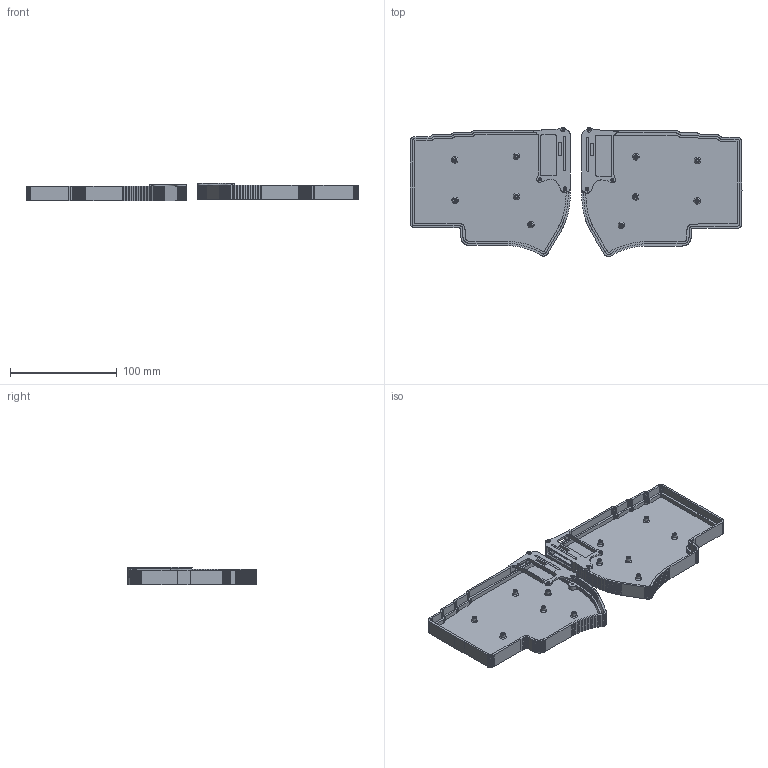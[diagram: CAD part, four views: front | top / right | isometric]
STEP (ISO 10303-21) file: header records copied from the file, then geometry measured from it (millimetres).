
FILE_DESCRIPTION(/* description */ ('STEP AP242','CAx-IF Rec.Pracs.---Representation and Presentation of Product Manufacturing Information (PMI)---4.0---2014-10-13','CAx-IF Rec.Pracs.---3D Tessellated Geometry---0.4---2014-09-14','2;1','CAx-IF Rec.Pracs.---User Defined Attributes---1.5---2016-08-15'),/* implementation_level */ '2;1');
FILE_NAME(/* name */ '691538a5b8cf9e8703506d50',/* time_stamp */ '2025-11-13T01:47:19Z',/* author */ (''),/* organization */ (''),/* preprocessor_version */ 'ST-DEVELOPER v20',/* originating_system */ 'ONSHAPE BY PTC INC, 1.206',/* authorisation */ ' ');
FILE_SCHEMA (('AP242_MANAGED_MODEL_BASED_3D_ENGINEERING_MIM_LF { 1 0 10303 442 1 1 4 }'));
Products named in the file (5): Shell; Shell_Top_Right; Shell_Top_Left; Shell_Base_Right; Shell_Base_Left
Assembly tree (4 placements, depth 2):
  Shell
    Shell_Top_Right
    Shell_Top_Left
    Shell_Base_Right
    Shell_Base_Left
Bounding box: 310.82 x 121.17 x 16.35 mm (x, y, z)
Volume: 94578.5 mm3; surface area: 90284.6 mm2
Topology: 4 solids, 4 shells, 1912 faces, 5611 edges, 3743 vertices
Faces by surface type: plane 1790, cylinder 55, bspline 49, cone 18
Full cylindrical faces by diameter (mm): 1.8 x18, 2.1 x2, 2.2 x2, 3.8 x2, 4 x12
Entity records: 63224 total; most frequent: CARTESIAN_POINT 12907, ORIENTED_EDGE 11078, DIRECTION 9219, EDGE_CURVE 5539, LINE 5227, VECTOR 5227, VERTEX_POINT 3725, EDGE_LOOP 2018
